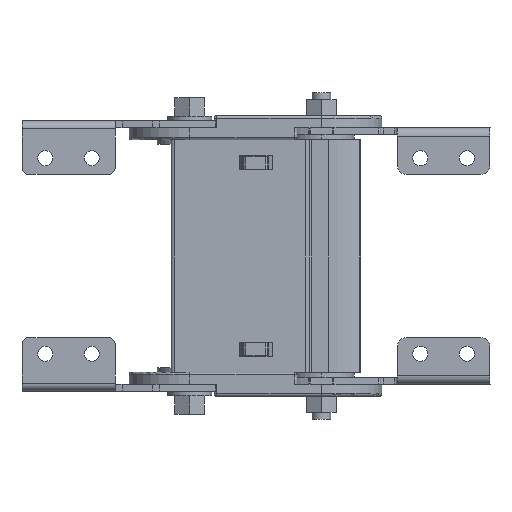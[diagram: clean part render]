
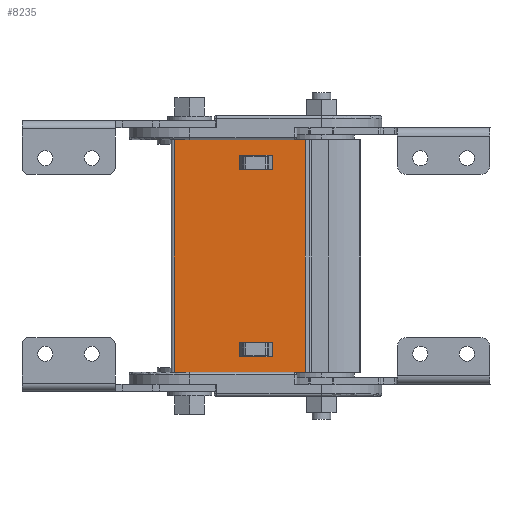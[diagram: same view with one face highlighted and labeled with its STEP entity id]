
A CAD part, front view. The second image highlights one B-rep face of the part: STEP entity #8235.
In plain terms, the highlighted planar face has unit normal (0, -1, 0).
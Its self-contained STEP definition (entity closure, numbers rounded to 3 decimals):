
#619 = CARTESIAN_POINT ( 'NONE',  ( -40.833, 71.004, 21.084 ) ) ;
#1415 = CARTESIAN_POINT ( 'NONE',  ( -26.833, 71.004, -65.416 ) ) ;
#1654 = LINE ( 'NONE', #27942, #11455 ) ;
#2088 = LINE ( 'NONE', #24545, #43321 ) ;
#3092 = LINE ( 'NONE', #40351, #41916 ) ;
#3778 = CARTESIAN_POINT ( 'NONE',  ( -68.813, 71.004, 27.834 ) ) ;
#4199 = CARTESIAN_POINT ( 'NONE',  ( -68.813, 71.004, 109.453 ) ) ;
#4255 = AXIS2_PLACEMENT_3D ( 'NONE', #11833, #19641, #46171 ) ;
#5163 = EDGE_CURVE ( 'NONE', #20069, #34836, #47477, .T. ) ;
#6847 = ORIENTED_EDGE ( 'NONE', *, *, #24276, .T. ) ;
#7653 = EDGE_CURVE ( 'NONE', #9972, #48866, #30946, .T. ) ;
#7909 = PLANE ( 'NONE',  #4255 ) ;
#8235 = ADVANCED_FACE ( 'NONE', ( #35738, #13939, #32104 ), #7909, .F. ) ;
#9428 = DIRECTION ( 'NONE',  ( -1., 0., 0. ) ) ;
#9972 = VERTEX_POINT ( 'NONE', #28753 ) ;
#10653 = VERTEX_POINT ( 'NONE', #40983 ) ;
#11455 = VECTOR ( 'NONE', #43964, 1000. ) ;
#11833 = CARTESIAN_POINT ( 'NONE',  ( -43.833, 71.004, 27.834 ) ) ;
#12075 = CARTESIAN_POINT ( 'NONE',  ( -40.833, 71.004, -59.116 ) ) ;
#12450 = EDGE_CURVE ( 'NONE', #13351, #30048, #3092, .T. ) ;
#12665 = CARTESIAN_POINT ( 'NONE',  ( -26.833, 71.004, 21.084 ) ) ;
#13351 = VERTEX_POINT ( 'NONE', #19519 ) ;
#13939 = FACE_OUTER_BOUND ( 'NONE', #18651, .T. ) ;
#14835 = DIRECTION ( 'NONE',  ( 0., 0., -1. ) ) ;
#15487 = EDGE_CURVE ( 'NONE', #19371, #10653, #1654, .T. ) ;
#17205 = DIRECTION ( 'NONE',  ( 1., 0., 0. ) ) ;
#18047 = ORIENTED_EDGE ( 'NONE', *, *, #19534, .F. ) ;
#18431 = ORIENTED_EDGE ( 'NONE', *, *, #7653, .T. ) ;
#18651 = EDGE_LOOP ( 'NONE', ( #39174, #20499, #18047, #6847 ) ) ;
#19371 = VERTEX_POINT ( 'NONE', #41785 ) ;
#19519 = CARTESIAN_POINT ( 'NONE',  ( -40.833, 71.004, -65.416 ) ) ;
#19534 = EDGE_CURVE ( 'NONE', #46960, #19371, #47098, .T. ) ;
#19641 = DIRECTION ( 'NONE',  ( 0., 1., 0. ) ) ;
#20069 = VERTEX_POINT ( 'NONE', #30786 ) ;
#20202 = DIRECTION ( 'NONE',  ( 1., 0., 0. ) ) ;
#20499 = ORIENTED_EDGE ( 'NONE', *, *, #15487, .F. ) ;
#20970 = CARTESIAN_POINT ( 'NONE',  ( -40.833, 71.004, 14.784 ) ) ;
#21024 = ORIENTED_EDGE ( 'NONE', *, *, #38093, .T. ) ;
#21539 = EDGE_CURVE ( 'NONE', #43461, #13351, #44481, .T. ) ;
#21776 = EDGE_CURVE ( 'NONE', #48604, #43461, #46940, .T. ) ;
#21924 = CARTESIAN_POINT ( 'NONE',  ( -40.833, 71.004, -59.116 ) ) ;
#22218 = DIRECTION ( 'NONE',  ( -1., 0., 0. ) ) ;
#22429 = CARTESIAN_POINT ( 'NONE',  ( -40.833, 71.004, -59.116 ) ) ;
#23452 = VECTOR ( 'NONE', #14835, 1000. ) ;
#23657 = VECTOR ( 'NONE', #42643, 1000. ) ;
#24276 = EDGE_CURVE ( 'NONE', #46960, #39499, #26134, .T. ) ;
#24410 = CARTESIAN_POINT ( 'NONE',  ( -26.833, 71.004, -59.116 ) ) ;
#24545 = CARTESIAN_POINT ( 'NONE',  ( -26.833, 71.004, -59.116 ) ) ;
#26050 = EDGE_CURVE ( 'NONE', #39499, #10653, #50228, .T. ) ;
#26134 = LINE ( 'NONE', #41802, #27371 ) ;
#26613 = CARTESIAN_POINT ( 'NONE',  ( -12.613, 71.004, 109.453 ) ) ;
#26912 = VECTOR ( 'NONE', #9428, 1000. ) ;
#27371 = VECTOR ( 'NONE', #22218, 1000. ) ;
#27942 = CARTESIAN_POINT ( 'NONE',  ( -43.833, 71.004, -72.166 ) ) ;
#28217 = DIRECTION ( 'NONE',  ( 0., 0., 1. ) ) ;
#28680 = CARTESIAN_POINT ( 'NONE',  ( -40.833, 71.004, 14.784 ) ) ;
#28753 = CARTESIAN_POINT ( 'NONE',  ( -40.833, 71.004, 21.084 ) ) ;
#29534 = ORIENTED_EDGE ( 'NONE', *, *, #12450, .F. ) ;
#30048 = VERTEX_POINT ( 'NONE', #1415 ) ;
#30786 = CARTESIAN_POINT ( 'NONE',  ( -26.833, 71.004, 14.784 ) ) ;
#30946 = LINE ( 'NONE', #619, #46677 ) ;
#32104 = FACE_BOUND ( 'NONE', #36567, .T. ) ;
#34381 = DIRECTION ( 'NONE',  ( 0., 0., -1. ) ) ;
#34836 = VERTEX_POINT ( 'NONE', #28680 ) ;
#35212 = ORIENTED_EDGE ( 'NONE', *, *, #5163, .T. ) ;
#35419 = VECTOR ( 'NONE', #37776, 1000. ) ;
#35738 = FACE_BOUND ( 'NONE', #48453, .T. ) ;
#36227 = ORIENTED_EDGE ( 'NONE', *, *, #21776, .F. ) ;
#36447 = EDGE_CURVE ( 'NONE', #30048, #48604, #2088, .T. ) ;
#36567 = EDGE_LOOP ( 'NONE', ( #36227, #37292, #29534, #42000 ) ) ;
#36790 = VECTOR ( 'NONE', #34381, 1000. ) ;
#37292 = ORIENTED_EDGE ( 'NONE', *, *, #36447, .F. ) ;
#37776 = DIRECTION ( 'NONE',  ( -1., 0., 0. ) ) ;
#38093 = EDGE_CURVE ( 'NONE', #48866, #20069, #43976, .T. ) ;
#38457 = DIRECTION ( 'NONE',  ( 0., 0., -1. ) ) ;
#38970 = ORIENTED_EDGE ( 'NONE', *, *, #47429, .T. ) ;
#39174 = ORIENTED_EDGE ( 'NONE', *, *, #26050, .T. ) ;
#39499 = VERTEX_POINT ( 'NONE', #3778 ) ;
#39546 = CARTESIAN_POINT ( 'NONE',  ( -40.833, 71.004, 14.784 ) ) ;
#40351 = CARTESIAN_POINT ( 'NONE',  ( -40.833, 71.004, -65.416 ) ) ;
#40786 = VECTOR ( 'NONE', #28217, 1000. ) ;
#40983 = CARTESIAN_POINT ( 'NONE',  ( -68.813, 71.004, -72.166 ) ) ;
#41785 = CARTESIAN_POINT ( 'NONE',  ( -12.613, 71.004, -72.166 ) ) ;
#41802 = CARTESIAN_POINT ( 'NONE',  ( -43.833, 71.004, 27.834 ) ) ;
#41916 = VECTOR ( 'NONE', #17205, 1000. ) ;
#42000 = ORIENTED_EDGE ( 'NONE', *, *, #21539, .F. ) ;
#42643 = DIRECTION ( 'NONE',  ( 0., 0., -1. ) ) ;
#43321 = VECTOR ( 'NONE', #43798, 1000. ) ;
#43461 = VERTEX_POINT ( 'NONE', #12075 ) ;
#43792 = LINE ( 'NONE', #39546, #40786 ) ;
#43798 = DIRECTION ( 'NONE',  ( 0., 0., 1. ) ) ;
#43964 = DIRECTION ( 'NONE',  ( -1., 0., 0. ) ) ;
#43976 = LINE ( 'NONE', #49337, #23452 ) ;
#44481 = LINE ( 'NONE', #22429, #49921 ) ;
#45510 = CARTESIAN_POINT ( 'NONE',  ( -12.613, 71.004, 27.834 ) ) ;
#46171 = DIRECTION ( 'NONE',  ( 0., 0., -1. ) ) ;
#46677 = VECTOR ( 'NONE', #20202, 1000. ) ;
#46940 = LINE ( 'NONE', #21924, #35419 ) ;
#46960 = VERTEX_POINT ( 'NONE', #45510 ) ;
#47098 = LINE ( 'NONE', #26613, #36790 ) ;
#47429 = EDGE_CURVE ( 'NONE', #34836, #9972, #43792, .T. ) ;
#47477 = LINE ( 'NONE', #20970, #26912 ) ;
#48453 = EDGE_LOOP ( 'NONE', ( #35212, #38970, #18431, #21024 ) ) ;
#48604 = VERTEX_POINT ( 'NONE', #24410 ) ;
#48866 = VERTEX_POINT ( 'NONE', #12665 ) ;
#49337 = CARTESIAN_POINT ( 'NONE',  ( -26.833, 71.004, 14.784 ) ) ;
#49921 = VECTOR ( 'NONE', #38457, 1000. ) ;
#50228 = LINE ( 'NONE', #4199, #23657 ) ;
